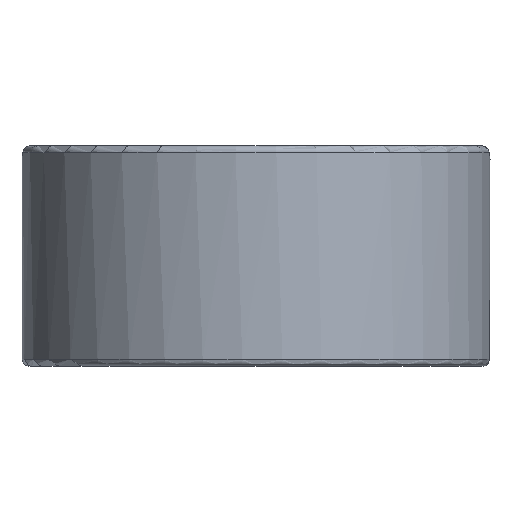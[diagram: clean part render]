
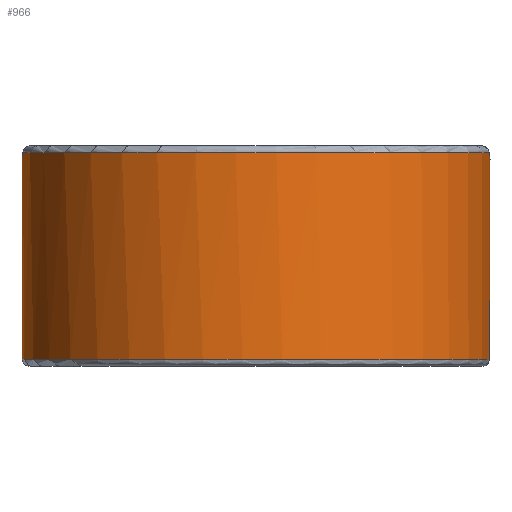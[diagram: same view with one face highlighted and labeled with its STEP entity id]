
A CAD part, left-side view. The second image highlights one B-rep face of the part: STEP entity #966.
In plain terms, the highlighted cylindrical face has radius 17 mm (diameter 34 mm), a full revolution.
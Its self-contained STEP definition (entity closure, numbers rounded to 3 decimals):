
#83=CARTESIAN_POINT('',(1.5,16.934,15.5));
#84=VERTEX_POINT('',#83);
#100=CARTESIAN_POINT('',(-1.5,16.934,15.5));
#101=VERTEX_POINT('',#100);
#102=CARTESIAN_POINT('',(-1.5,16.934,15.5));
#103=CARTESIAN_POINT('',(-1.223,16.958,15.293));
#104=CARTESIAN_POINT('',(-0.891,16.98,15.138));
#105=CARTESIAN_POINT('',(-0.549,16.991,15.061));
#106=CARTESIAN_POINT('',(-0.381,16.997,15.023));
#107=CARTESIAN_POINT('',(-0.211,16.999,15.003));
#108=CARTESIAN_POINT('',(-0.046,17.,15.));
#109=CARTESIAN_POINT('',(0.123,17.,14.997));
#110=CARTESIAN_POINT('',(0.294,16.998,15.011));
#111=CARTESIAN_POINT('',(0.466,16.994,15.044));
#112=CARTESIAN_POINT('',(0.811,16.984,15.109));
#113=CARTESIAN_POINT('',(1.151,16.963,15.253));
#114=CARTESIAN_POINT('',(1.437,16.939,15.454));
#115=CARTESIAN_POINT('',(1.458,16.937,15.469));
#116=CARTESIAN_POINT('',(1.479,16.936,15.484));
#117=CARTESIAN_POINT('',(1.5,16.934,15.5));
#118=B_SPLINE_CURVE_WITH_KNOTS('',3,(#102,#103,#104,#105,#106,#107,#108,#109,#110,#111,#112,#113,#114,#115,#116,#117),.UNSPECIFIED.,.F.,.U.,(4,3,3,3,3,4),(0.223,0.324,0.373,0.423,0.524,0.531),.UNSPECIFIED.);
#119=EDGE_CURVE('',#101,#84,#118,.T.);
#299=CARTESIAN_POINT('',(-1.5,-16.934,15.5));
#300=VERTEX_POINT('',#299);
#301=CARTESIAN_POINT('',(0.0,0.0,15.5));
#302=DIRECTION('',(0.0,0.0,1.0));
#303=DIRECTION('',(-1.0,0.0,0.0));
#304=AXIS2_PLACEMENT_3D('',#301,#302,#303);
#305=CIRCLE('',#304,17.0);
#306=EDGE_CURVE('',#101,#300,#305,.T.);
#334=CARTESIAN_POINT('',(1.5,-16.934,15.5));
#335=VERTEX_POINT('',#334);
#336=CARTESIAN_POINT('',(1.5,-16.934,15.5));
#337=CARTESIAN_POINT('',(1.273,-16.954,15.329));
#338=CARTESIAN_POINT('',(1.008,-16.972,15.194));
#339=CARTESIAN_POINT('',(0.73,-16.984,15.109));
#340=CARTESIAN_POINT('',(0.528,-16.993,15.047));
#341=CARTESIAN_POINT('',(0.319,-16.998,15.012));
#342=CARTESIAN_POINT('',(0.117,-17.,15.003));
#343=CARTESIAN_POINT('',(-0.026,-17.001,14.996));
#344=CARTESIAN_POINT('',(-0.166,-17.,15.001));
#345=CARTESIAN_POINT('',(-0.311,-16.997,15.019));
#346=CARTESIAN_POINT('',(-0.654,-16.991,15.062));
#347=CARTESIAN_POINT('',(-1.001,-16.973,15.182));
#348=CARTESIAN_POINT('',(-1.301,-16.95,15.365));
#349=CARTESIAN_POINT('',(-1.37,-16.945,15.407));
#350=CARTESIAN_POINT('',(-1.436,-16.939,15.452));
#351=CARTESIAN_POINT('',(-1.5,-16.934,15.5));
#352=B_SPLINE_CURVE_WITH_KNOTS('',3,(#336,#337,#338,#339,#340,#341,#342,#343,#344,#345,#346,#347,#348,#349,#350,#351),.UNSPECIFIED.,.F.,.U.,(4,3,3,3,3,4),(0.223,0.306,0.366,0.408,0.508,0.531),.UNSPECIFIED.);
#353=EDGE_CURVE('',#335,#300,#352,.T.);
#923=CARTESIAN_POINT('',(17.0,0.,0.5));
#924=VERTEX_POINT('',#923);
#925=CARTESIAN_POINT('',(0.0,0.0,0.5));
#926=DIRECTION('',(0.0,0.0,-1.0));
#927=DIRECTION('',(-1.0,0.0,0.0));
#928=AXIS2_PLACEMENT_3D('',#925,#926,#927);
#929=CIRCLE('',#928,17.0);
#930=EDGE_CURVE('',#924,#924,#929,.T.);
#946=CARTESIAN_POINT('',(0.0,0.0,0.0));
#947=DIRECTION('',(0.0,0.0,1.0));
#948=DIRECTION('',(-1.0,0.0,0.0));
#949=AXIS2_PLACEMENT_3D('',#946,#947,#948);
#950=CYLINDRICAL_SURFACE('',#949,17.0);
#951=ORIENTED_EDGE('',*,*,#119,.T.);
#952=CARTESIAN_POINT('',(0.0,0.0,15.5));
#953=DIRECTION('',(0.0,0.0,1.0));
#954=DIRECTION('',(-1.0,0.0,0.0));
#955=AXIS2_PLACEMENT_3D('',#952,#953,#954);
#956=CIRCLE('',#955,17.0);
#957=EDGE_CURVE('',#335,#84,#956,.T.);
#958=ORIENTED_EDGE('',*,*,#957,.F.);
#959=ORIENTED_EDGE('',*,*,#353,.T.);
#960=ORIENTED_EDGE('',*,*,#306,.F.);
#961=EDGE_LOOP('',(#951,#958,#959,#960));
#962=FACE_OUTER_BOUND('',#961,.T.);
#963=ORIENTED_EDGE('',*,*,#930,.F.);
#964=EDGE_LOOP('',(#963));
#965=FACE_BOUND('',#964,.T.);
#966=ADVANCED_FACE('',(#962,#965),#950,.T.);
